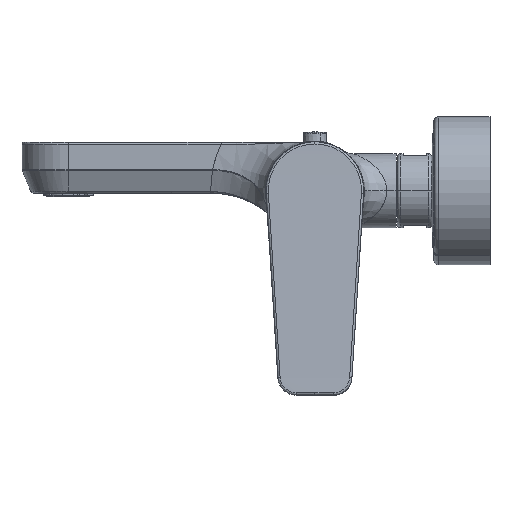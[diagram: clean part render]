
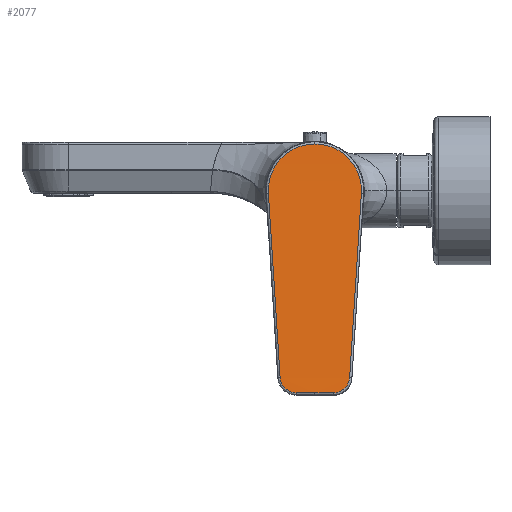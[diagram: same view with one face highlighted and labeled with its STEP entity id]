
A CAD part, left-side view. The second image highlights one B-rep face of the part: STEP entity #2077.
In plain terms, the highlighted face is a extrusion surface.
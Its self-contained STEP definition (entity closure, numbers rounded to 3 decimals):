
#1988=CARTESIAN_POINT('Axis2P3D Location',(843.276,0.05,-88.6)) ;
#1996=CARTESIAN_POINT('Control Point',(-156.567,8.065,-87.177)) ;
#1997=CARTESIAN_POINT('Control Point',(-156.589,5.394,-87.177)) ;
#1998=CARTESIAN_POINT('Control Point',(-156.599,2.722,-87.177)) ;
#1999=CARTESIAN_POINT('Control Point',(-156.599,0.05,-87.177)) ;
#2000=CARTESIAN_POINT('Vertex',(-156.599,0.05,-87.177)) ;
#2002=CARTESIAN_POINT('Vertex',(-156.567,8.065,-87.177)) ;
#2006=CARTESIAN_POINT('Control Point',(-155.913,15.064,-80.621)) ;
#2007=CARTESIAN_POINT('Control Point',(-156.099,14.93,-82.725)) ;
#2008=CARTESIAN_POINT('Control Point',(-156.293,14.005,-84.78)) ;
#2009=CARTESIAN_POINT('Control Point',(-156.458,12.3,-86.381)) ;
#2010=CARTESIAN_POINT('Control Point',(-156.55,10.182,-87.177)) ;
#2011=CARTESIAN_POINT('Control Point',(-156.567,8.065,-87.177)) ;
#2012=CARTESIAN_POINT('Vertex',(-155.913,15.064,-80.621)) ;
#2016=CARTESIAN_POINT('Control Point',(-155.913,15.064,-80.621)) ;
#2017=CARTESIAN_POINT('Control Point',(-153.569,16.747,-54.12)) ;
#2018=CARTESIAN_POINT('Control Point',(-151.221,18.429,-27.619)) ;
#2019=CARTESIAN_POINT('Control Point',(-148.869,20.112,-1.119)) ;
#2020=CARTESIAN_POINT('Vertex',(-148.869,20.112,-1.119)) ;
#2024=CARTESIAN_POINT('Control Point',(-148.869,20.112,-1.119)) ;
#2025=CARTESIAN_POINT('Control Point',(-148.289,20.527,5.419)) ;
#2026=CARTESIAN_POINT('Control Point',(-147.745,18.284,12.133)) ;
#2027=CARTESIAN_POINT('Control Point',(-147.383,13.22,17.552)) ;
#2028=CARTESIAN_POINT('Control Point',(-147.202,6.63,20.233)) ;
#2029=CARTESIAN_POINT('Control Point',(-147.202,0.05,20.233)) ;
#2030=CARTESIAN_POINT('Vertex',(-147.202,0.05,20.233)) ;
#2034=CARTESIAN_POINT('Control Point',(-148.869,-20.012,-1.119)) ;
#2035=CARTESIAN_POINT('Control Point',(-148.289,-20.427,5.419)) ;
#2036=CARTESIAN_POINT('Control Point',(-147.745,-18.184,12.133)) ;
#2037=CARTESIAN_POINT('Control Point',(-147.383,-13.12,17.552)) ;
#2038=CARTESIAN_POINT('Control Point',(-147.202,-6.53,20.233)) ;
#2039=CARTESIAN_POINT('Control Point',(-147.202,0.05,20.233)) ;
#2040=CARTESIAN_POINT('Vertex',(-148.869,-20.012,-1.119)) ;
#2044=CARTESIAN_POINT('Control Point',(-155.913,-14.964,-80.621)) ;
#2045=CARTESIAN_POINT('Control Point',(-153.569,-16.647,-54.12)) ;
#2046=CARTESIAN_POINT('Control Point',(-151.221,-18.329,-27.619)) ;
#2047=CARTESIAN_POINT('Control Point',(-148.869,-20.012,-1.119)) ;
#2048=CARTESIAN_POINT('Vertex',(-155.913,-14.964,-80.621)) ;
#2052=CARTESIAN_POINT('Control Point',(-155.913,-14.964,-80.621)) ;
#2053=CARTESIAN_POINT('Control Point',(-156.099,-14.83,-82.725)) ;
#2054=CARTESIAN_POINT('Control Point',(-156.293,-13.905,-84.78)) ;
#2055=CARTESIAN_POINT('Control Point',(-156.458,-12.2,-86.381)) ;
#2056=CARTESIAN_POINT('Control Point',(-156.55,-10.082,-87.177)) ;
#2057=CARTESIAN_POINT('Control Point',(-156.567,-7.965,-87.177)) ;
#2058=CARTESIAN_POINT('Vertex',(-156.567,-7.965,-87.177)) ;
#2062=CARTESIAN_POINT('Control Point',(-156.567,-7.965,-87.177)) ;
#2063=CARTESIAN_POINT('Control Point',(-156.589,-5.294,-87.177)) ;
#2064=CARTESIAN_POINT('Control Point',(-156.599,-2.622,-87.177)) ;
#2065=CARTESIAN_POINT('Control Point',(-156.599,0.05,-87.177)) ;
#1993=VECTOR('Extrusion Surface Vector',#1992,1.) ;
#1989=DIRECTION('Axis2P3D Direction',(0.,0.,-1.)) ;
#1992=DIRECTION('Vector Direction',(0.087,0.,0.996)) ;
#1990=AXIS2_PLACEMENT_3D('Circle Axis2P3D',#1988,#1989,$) ;
#1991=CIRCLE('generated circle',#1990,1000.) ;
#2004=EDGE_CURVE('',#2001,#2003,#1995,.F.) ;
#2014=EDGE_CURVE('',#2003,#2013,#2005,.F.) ;
#2022=EDGE_CURVE('',#2013,#2021,#2015,.T.) ;
#2032=EDGE_CURVE('',#2021,#2031,#2023,.T.) ;
#2042=EDGE_CURVE('',#2031,#2041,#2033,.F.) ;
#2050=EDGE_CURVE('',#2041,#2049,#2043,.F.) ;
#2060=EDGE_CURVE('',#2049,#2059,#2051,.T.) ;
#2066=EDGE_CURVE('',#2059,#2001,#2061,.T.) ;
#2068=ORIENTED_EDGE('',*,*,#2004,.T.) ;
#2069=ORIENTED_EDGE('',*,*,#2014,.T.) ;
#2070=ORIENTED_EDGE('',*,*,#2022,.T.) ;
#2071=ORIENTED_EDGE('',*,*,#2032,.T.) ;
#2072=ORIENTED_EDGE('',*,*,#2042,.T.) ;
#2073=ORIENTED_EDGE('',*,*,#2050,.T.) ;
#2074=ORIENTED_EDGE('',*,*,#2060,.T.) ;
#2075=ORIENTED_EDGE('',*,*,#2066,.T.) ;
#2067=EDGE_LOOP('',(#2068,#2069,#2070,#2071,#2072,#2073,#2074,#2075)) ;
#2001=VERTEX_POINT('',#2000) ;
#2003=VERTEX_POINT('',#2002) ;
#2013=VERTEX_POINT('',#2012) ;
#2021=VERTEX_POINT('',#2020) ;
#2031=VERTEX_POINT('',#2030) ;
#2041=VERTEX_POINT('',#2040) ;
#2049=VERTEX_POINT('',#2048) ;
#2059=VERTEX_POINT('',#2058) ;
#2077=ADVANCED_FACE('Superficie.181',(#2076),#1994,.T.) ;
#1995=B_SPLINE_CURVE_WITH_KNOTS('',3,(#1996,#1997,#1998,#1999),.UNSPECIFIED.,.F.,.U.,(4,4),(25.154,36.484),.UNSPECIFIED.) ;
#2005=B_SPLINE_CURVE_WITH_KNOTS('',5,(#2006,#2007,#2008,#2009,#2010,#2011),.UNSPECIFIED.,.F.,.U.,(6,6),(25.413,41.476),.UNSPECIFIED.) ;
#2015=B_SPLINE_CURVE_WITH_KNOTS('',3,(#2016,#2017,#2018,#2019),.UNSPECIFIED.,.F.,.U.,(4,4),(42.11,155.203),.UNSPECIFIED.) ;
#2023=B_SPLINE_CURVE_WITH_KNOTS('',5,(#2024,#2025,#2026,#2027,#2028,#2029),.UNSPECIFIED.,.F.,.U.,(6,6),(34.155,82.134),.UNSPECIFIED.) ;
#2033=B_SPLINE_CURVE_WITH_KNOTS('',5,(#2034,#2035,#2036,#2037,#2038,#2039),.UNSPECIFIED.,.F.,.U.,(6,6),(34.155,82.134),.UNSPECIFIED.) ;
#2043=B_SPLINE_CURVE_WITH_KNOTS('',3,(#2044,#2045,#2046,#2047),.UNSPECIFIED.,.F.,.U.,(4,4),(42.11,155.203),.UNSPECIFIED.) ;
#2051=B_SPLINE_CURVE_WITH_KNOTS('',5,(#2052,#2053,#2054,#2055,#2056,#2057),.UNSPECIFIED.,.F.,.U.,(6,6),(25.413,41.476),.UNSPECIFIED.) ;
#2061=B_SPLINE_CURVE_WITH_KNOTS('',3,(#2062,#2063,#2064,#2065),.UNSPECIFIED.,.F.,.U.,(4,4),(25.154,36.484),.UNSPECIFIED.) ;
#2076=FACE_OUTER_BOUND('',#2067,.T.) ;
#1994=SURFACE_OF_LINEAR_EXTRUSION('generated tabulated cylinder',#1991,#1993) ;
